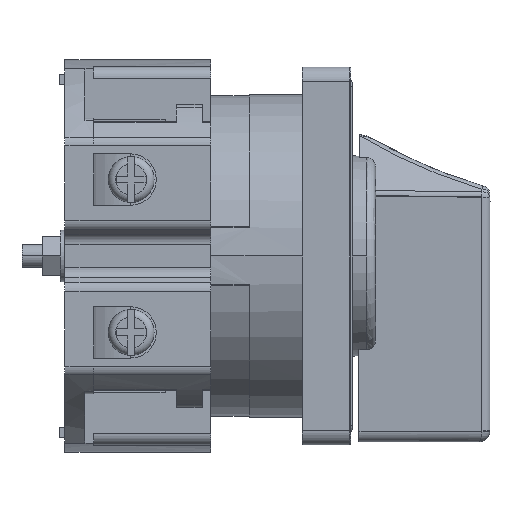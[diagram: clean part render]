
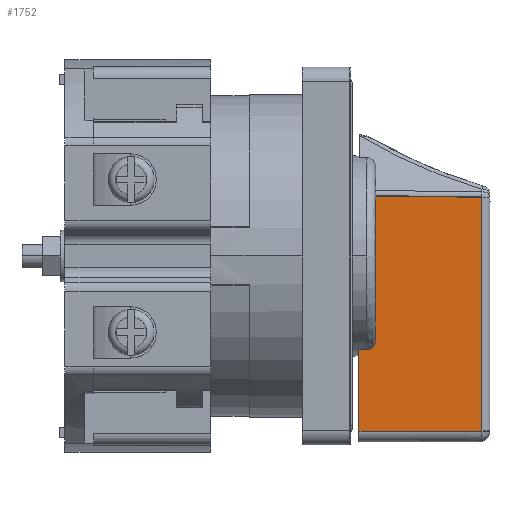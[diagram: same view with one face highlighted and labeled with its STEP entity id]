
A CAD part, left-side view. The second image highlights one B-rep face of the part: STEP entity #1752.
In plain terms, the highlighted face is planar.
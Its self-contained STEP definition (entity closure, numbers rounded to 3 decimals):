
#136=CARTESIAN_POINT('',(31.079,-6.477,-47.263));
#137=CARTESIAN_POINT('',(31.095,-6.47,-46.796));
#138=CARTESIAN_POINT('',(31.112,-6.464,-46.328));
#139=CARTESIAN_POINT('',(31.129,-6.458,-45.861));
#280=DIRECTION('',(-0.057,-0.998,0.));
#281=VECTOR('',#280,14.328);
#282=CARTESIAN_POINT('',(31.129,-6.458,-45.861));
#283=LINE('',#282,#281);
#567=DIRECTION('',(-0.036,-0.011,-0.999));
#568=VECTOR('',#567,18.621);
#569=CARTESIAN_POINT('',(32.573,20.439,-48.768));
#570=LINE('',#569,#568);
#574=CARTESIAN_POINT('',(29.556,-20.733,-67.376));
#575=CARTESIAN_POINT('',(29.556,-20.736,-67.376));
#576=CARTESIAN_POINT('',(29.555,-20.742,-67.375));
#577=CARTESIAN_POINT('',(29.555,-20.752,-67.375));
#578=CARTESIAN_POINT('',(29.554,-20.758,-67.375));
#579=CARTESIAN_POINT('',(29.554,-20.761,-67.375));
#584=DIRECTION('',(0.035,0.,0.999));
#585=VECTOR('',#584,21.527);
#586=CARTESIAN_POINT('',(29.554,-20.761,-67.375));
#587=LINE('',#586,#585);
#622=DIRECTION('',(-0.057,-0.998,0.));
#623=VECTOR('',#622,25.321);
#624=CARTESIAN_POINT('',(32.573,20.439,-48.768));
#625=LINE('',#624,#623);
#657=CARTESIAN_POINT('',(31.12,-4.84,-48.768));
#658=CARTESIAN_POINT('',(31.111,-4.999,-48.768));
#659=CARTESIAN_POINT('',(31.095,-5.299,-48.726));
#660=CARTESIAN_POINT('',(31.078,-5.689,-48.578));
#661=CARTESIAN_POINT('',(31.066,-6.056,-48.309));
#662=CARTESIAN_POINT('',(31.063,-6.295,-48.002));
#663=CARTESIAN_POINT('',(31.067,-6.453,-47.623));
#664=CARTESIAN_POINT('',(31.074,-6.478,-47.384));
#665=CARTESIAN_POINT('',(31.079,-6.477,-47.263));
#686=DIRECTION('',(0.057,0.998,0.));
#687=VECTOR('',#686,41.043);
#688=CARTESIAN_POINT('',(29.556,-20.733,-67.376));
#689=LINE('',#688,#687);
#1037=CARTESIAN_POINT('',(31.079,-6.477,
-47.263));
#1038=VERTEX_POINT('',#1037);
#1039=VERTEX_POINT('',#139);
#1066=CARTESIAN_POINT('',(30.307,-20.762,
-45.861));
#1067=VERTEX_POINT('',#1066);
#1102=CARTESIAN_POINT('',(31.911,20.243,-67.376));
#1103=VERTEX_POINT('',#1102);
#1106=CARTESIAN_POINT('',(32.573,20.439,-48.768));
#1107=VERTEX_POINT('',#1106);
#1108=CARTESIAN_POINT('',(31.12,-4.84,
-48.768));
#1109=VERTEX_POINT('',#1108);
#1110=CARTESIAN_POINT('',(29.556,-20.733,
-67.376));
#1111=VERTEX_POINT('',#1110);
#1112=VERTEX_POINT('',#579);
#1732=CARTESIAN_POINT('',(32.604,20.978,-48.768));
#1733=DIRECTION('',(0.998,-0.057,-0.035));
#1734=DIRECTION('',(0.057,0.998,0.));
#1735=AXIS2_PLACEMENT_3D('',#1732,#1733,#1734);
#1736=PLANE('',#1735);
#1738=ORIENTED_EDGE('',*,*,#1737,.F.);
#1739=ORIENTED_EDGE('',*,*,#1724,.T.);
#1741=ORIENTED_EDGE('',*,*,#1740,.F.);
#1743=ORIENTED_EDGE('',*,*,#1742,.T.);
#1745=ORIENTED_EDGE('',*,*,#1744,.T.);
#1746=ORIENTED_EDGE('',*,*,#1246,.F.);
#1747=ORIENTED_EDGE('',*,*,#1141,.F.);
#1749=ORIENTED_EDGE('',*,*,#1748,.F.);
#1750=EDGE_LOOP('',(#1738,#1739,#1741,#1743,#1745,#1746,#1747,#1749));
#1751=FACE_OUTER_BOUND('',#1750,.F.);
#140=B_SPLINE_CURVE_WITH_KNOTS('',3,(#136,#137,#138,#139),.UNSPECIFIED.,.F.,.F.,
(4,4),(0.,1.),.UNSPECIFIED.);
#580=B_SPLINE_CURVE_WITH_KNOTS('',3,(#574,#575,#576,#577,#578,#579),
.UNSPECIFIED.,.F.,.F.,(4,1,1,4),(0.,0.333,0.667,1.),
.UNSPECIFIED.);
#666=B_SPLINE_CURVE_WITH_KNOTS('',3,(#657,#658,#659,#660,#661,#662,#663,#664,
#665),.UNSPECIFIED.,.F.,.F.,(4,1,1,1,1,1,4),(0.,0.167,
0.333,0.5,0.667,0.833,1.),
.UNSPECIFIED.);
#1141=EDGE_CURVE('',#1038,#1039,#140,.T.);
#1246=EDGE_CURVE('',#1039,#1067,#283,.T.);
#1724=EDGE_CURVE('',#1107,#1103,#570,.T.);
#1737=EDGE_CURVE('',#1107,#1109,#625,.T.);
#1740=EDGE_CURVE('',#1111,#1103,#689,.T.);
#1742=EDGE_CURVE('',#1111,#1112,#580,.T.);
#1744=EDGE_CURVE('',#1112,#1067,#587,.T.);
#1748=EDGE_CURVE('',#1109,#1038,#666,.T.);
#1752=ADVANCED_FACE('',(#1751),#1736,.T.);
